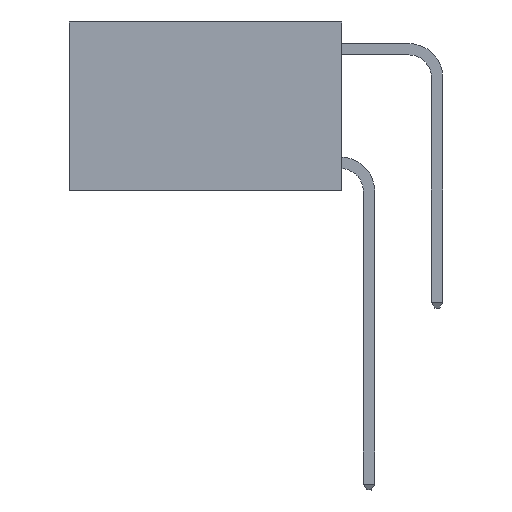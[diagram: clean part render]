
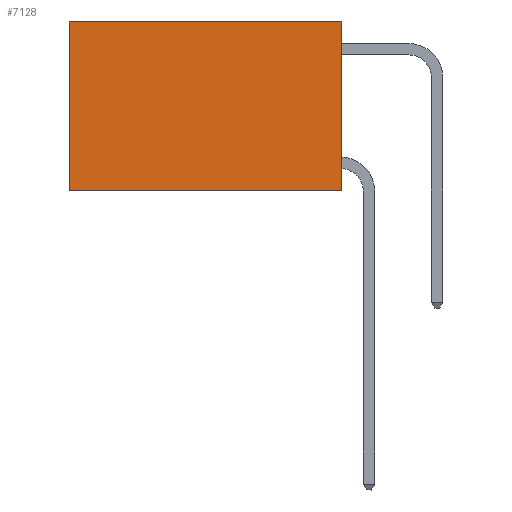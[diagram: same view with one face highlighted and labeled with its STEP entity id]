
A CAD part, left-side view. The second image highlights one B-rep face of the part: STEP entity #7128.
In plain terms, the highlighted planar face has unit normal (-1, 0, 0).
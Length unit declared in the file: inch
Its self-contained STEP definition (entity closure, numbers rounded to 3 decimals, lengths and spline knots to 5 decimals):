
#467 = EDGE_CURVE ( 'NONE', #9189, #14545, #4538, .T. ) ;
#498 = VECTOR ( 'NONE', #4804, 39.37008 ) ;
#689 = AXIS2_PLACEMENT_3D ( 'NONE', #13314, #14609, #6793 ) ;
#815 = ORIENTED_EDGE ( 'NONE', *, *, #5034, .F. ) ;
#1832 = CARTESIAN_POINT ( 'NONE',  ( 0.2625, 0.6, -0.37 ) ) ;
#2880 = CARTESIAN_POINT ( 'NONE',  ( 0.2625, 0., -0.37 ) ) ;
#2943 = CARTESIAN_POINT ( 'NONE',  ( 0.2625, 0., 0. ) ) ;
#3107 = DIRECTION ( 'NONE',  ( 0., 1., 0. ) ) ;
#3292 = VECTOR ( 'NONE', #9046, 39.37008 ) ;
#4028 = LINE ( 'NONE', #9844, #14535 ) ;
#4485 = CARTESIAN_POINT ( 'NONE',  ( 0.2625, 0., 0. ) ) ;
#4538 = LINE ( 'NONE', #4485, #498 ) ;
#4571 = CARTESIAN_POINT ( 'NONE',  ( 0.2625, 0.6, 0. ) ) ;
#4804 = DIRECTION ( 'NONE',  ( 0., 0., -1. ) ) ;
#5034 = EDGE_CURVE ( 'NONE', #14545, #10683, #4028, .T. ) ;
#6026 = VECTOR ( 'NONE', #8239, 39.37008 ) ;
#6793 = DIRECTION ( 'NONE',  ( 0., 0., -1. ) ) ;
#6839 = ORIENTED_EDGE ( 'NONE', *, *, #7618, .T. ) ;
#6842 = ORIENTED_EDGE ( 'NONE', *, *, #467, .F. ) ;
#6915 = FACE_OUTER_BOUND ( 'NONE', #11845, .T. ) ;
#6919 = CARTESIAN_POINT ( 'NONE',  ( 0.2625, 0., 0. ) ) ;
#7128 = ADVANCED_FACE ( 'NONE', ( #6915 ), #10729, .F. ) ;
#7618 = EDGE_CURVE ( 'NONE', #12556, #10683, #13851, .T. ) ;
#7722 = CARTESIAN_POINT ( 'NONE',  ( 0.2625, 0.6, 0. ) ) ;
#8239 = DIRECTION ( 'NONE',  ( 0., 1., 0. ) ) ;
#9046 = DIRECTION ( 'NONE',  ( 0., 0., -1. ) ) ;
#9189 = VERTEX_POINT ( 'NONE', #2943 ) ;
#9844 = CARTESIAN_POINT ( 'NONE',  ( 0.2625, 0., -0.37 ) ) ;
#10683 = VERTEX_POINT ( 'NONE', #1832 ) ;
#10729 = PLANE ( 'NONE',  #689 ) ;
#11069 = EDGE_CURVE ( 'NONE', #9189, #12556, #13020, .T. ) ;
#11845 = EDGE_LOOP ( 'NONE', ( #6839, #815, #6842, #14143 ) ) ;
#12556 = VERTEX_POINT ( 'NONE', #4571 ) ;
#13020 = LINE ( 'NONE', #6919, #6026 ) ;
#13314 = CARTESIAN_POINT ( 'NONE',  ( 0.2625, 0., 0. ) ) ;
#13851 = LINE ( 'NONE', #7722, #3292 ) ;
#14143 = ORIENTED_EDGE ( 'NONE', *, *, #11069, .T. ) ;
#14535 = VECTOR ( 'NONE', #3107, 39.37008 ) ;
#14545 = VERTEX_POINT ( 'NONE', #2880 ) ;
#14609 = DIRECTION ( 'NONE',  ( 1., 0., 0. ) ) ;
